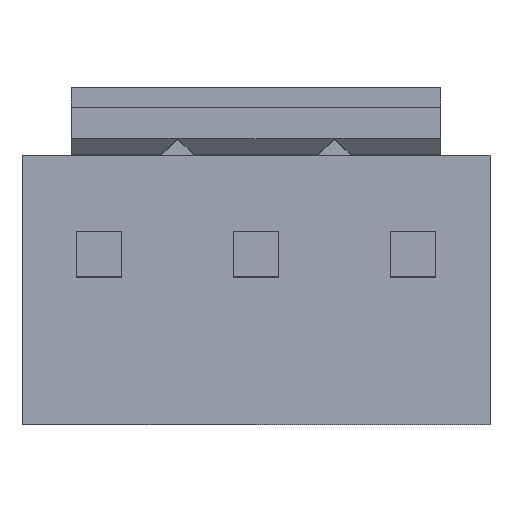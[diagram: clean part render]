
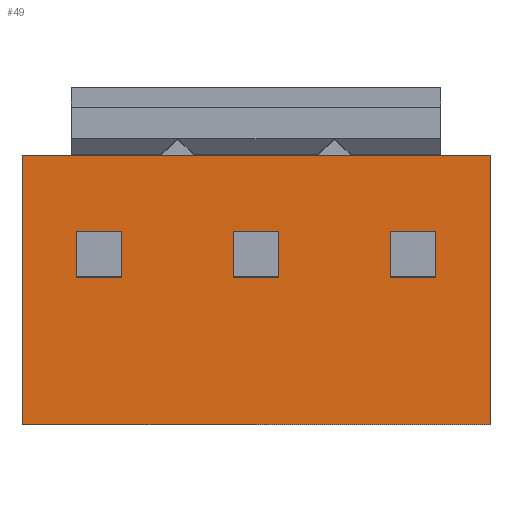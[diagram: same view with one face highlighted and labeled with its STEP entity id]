
A CAD part, top view. The second image highlights one B-rep face of the part: STEP entity #49.
In plain terms, the highlighted planar face has unit normal (0, 0, 1).
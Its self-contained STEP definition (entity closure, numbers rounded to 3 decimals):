
#49=ADVANCED_FACE('',(#111,#112,#113,#114),#115,.T.);
#111=FACE_OUTER_BOUND('',#233,.T.);
#112=FACE_BOUND('',#234,.T.);
#113=FACE_BOUND('',#235,.T.);
#114=FACE_BOUND('',#236,.T.);
#115=PLANE('',#237);
#233=EDGE_LOOP('',(#376,#377,#378,#379,#380,#381));
#234=EDGE_LOOP('',(#382,#383,#384,#385));
#235=EDGE_LOOP('',(#386,#387,#388,#389));
#236=EDGE_LOOP('',(#390,#391,#392,#393));
#237=AXIS2_PLACEMENT_3D('',#394,#395,#396);
#376=ORIENTED_EDGE('',*,*,#819,.F.);
#377=ORIENTED_EDGE('',*,*,#824,.F.);
#378=ORIENTED_EDGE('',*,*,#825,.T.);
#379=ORIENTED_EDGE('',*,*,#826,.T.);
#380=ORIENTED_EDGE('',*,*,#820,.F.);
#381=ORIENTED_EDGE('',*,*,#827,.F.);
#382=ORIENTED_EDGE('',*,*,#828,.T.);
#383=ORIENTED_EDGE('',*,*,#829,.F.);
#384=ORIENTED_EDGE('',*,*,#830,.F.);
#385=ORIENTED_EDGE('',*,*,#831,.T.);
#386=ORIENTED_EDGE('',*,*,#832,.T.);
#387=ORIENTED_EDGE('',*,*,#833,.F.);
#388=ORIENTED_EDGE('',*,*,#834,.F.);
#389=ORIENTED_EDGE('',*,*,#835,.T.);
#390=ORIENTED_EDGE('',*,*,#836,.T.);
#391=ORIENTED_EDGE('',*,*,#837,.F.);
#392=ORIENTED_EDGE('',*,*,#838,.F.);
#393=ORIENTED_EDGE('',*,*,#839,.T.);
#394=CARTESIAN_POINT('',(5.91,2.52,0.0));
#395=DIRECTION('',(0.0,0.0,1.0));
#396=DIRECTION('',(1.0,0.0,0.0));
#819=EDGE_CURVE('',#971,#950,#973,.T.);
#820=EDGE_CURVE('',#974,#975,#976,.T.);
#824=EDGE_CURVE('',#982,#971,#983,.T.);
#825=EDGE_CURVE('',#982,#984,#985,.T.);
#826=EDGE_CURVE('',#984,#975,#986,.T.);
#827=EDGE_CURVE('',#950,#974,#987,.T.);
#828=EDGE_CURVE('',#988,#989,#990,.T.);
#829=EDGE_CURVE('',#991,#989,#992,.T.);
#830=EDGE_CURVE('',#993,#991,#994,.T.);
#831=EDGE_CURVE('',#993,#988,#995,.T.);
#832=EDGE_CURVE('',#996,#997,#998,.T.);
#833=EDGE_CURVE('',#999,#997,#1000,.T.);
#834=EDGE_CURVE('',#1001,#999,#1002,.T.);
#835=EDGE_CURVE('',#1001,#996,#1003,.T.);
#836=EDGE_CURVE('',#1004,#1005,#1006,.T.);
#837=EDGE_CURVE('',#1007,#1005,#1008,.T.);
#838=EDGE_CURVE('',#1009,#1007,#1010,.T.);
#839=EDGE_CURVE('',#1009,#1004,#1011,.T.);
#950=VERTEX_POINT('',#1184);
#971=VERTEX_POINT('',#1216);
#973=LINE('',#1219,#1220);
#974=VERTEX_POINT('',#1221);
#975=VERTEX_POINT('',#1222);
#976=LINE('',#1223,#1224);
#982=VERTEX_POINT('',#1233);
#983=LINE('',#1234,#1235);
#984=VERTEX_POINT('',#1236);
#985=LINE('',#1237,#1238);
#986=LINE('',#1239,#1240);
#987=LINE('',#1241,#1242);
#988=VERTEX_POINT('',#1243);
#989=VERTEX_POINT('',#1244);
#990=LINE('',#1245,#1246);
#991=VERTEX_POINT('',#1247);
#992=LINE('',#1248,#1249);
#993=VERTEX_POINT('',#1250);
#994=LINE('',#1251,#1252);
#995=LINE('',#1253,#1254);
#996=VERTEX_POINT('',#1255);
#997=VERTEX_POINT('',#1256);
#998=LINE('',#1257,#1258);
#999=VERTEX_POINT('',#1259);
#1000=LINE('',#1260,#1261);
#1001=VERTEX_POINT('',#1262);
#1002=LINE('',#1263,#1264);
#1003=LINE('',#1265,#1266);
#1004=VERTEX_POINT('',#1267);
#1005=VERTEX_POINT('',#1268);
#1006=LINE('',#1269,#1270);
#1007=VERTEX_POINT('',#1271);
#1008=LINE('',#1272,#1273);
#1009=VERTEX_POINT('',#1274);
#1010=LINE('',#1275,#1276);
#1011=LINE('',#1277,#1278);
#1184=CARTESIAN_POINT('',(-4.66,2.52,0.0));
#1216=CARTESIAN_POINT('',(-5.91,2.52,0.0));
#1219=CARTESIAN_POINT('',(-5.91,2.52,0.0));
#1220=VECTOR('',#1571,1.25);
#1221=CARTESIAN_POINT('',(4.66,2.52,0.0));
#1222=CARTESIAN_POINT('',(5.91,2.52,0.0));
#1223=CARTESIAN_POINT('',(4.66,2.52,0.0));
#1224=VECTOR('',#1572,1.25);
#1233=CARTESIAN_POINT('',(-5.91,-4.28,0.0));
#1234=CARTESIAN_POINT('',(-5.91,-4.28,0.0));
#1235=VECTOR('',#1576,6.8);
#1236=CARTESIAN_POINT('',(5.91,-4.28,0.0));
#1237=CARTESIAN_POINT('',(-5.91,-4.28,0.0));
#1238=VECTOR('',#1577,11.82);
#1239=CARTESIAN_POINT('',(5.91,-4.28,0.0));
#1240=VECTOR('',#1578,6.8);
#1241=CARTESIAN_POINT('',(-4.66,2.52,0.0));
#1242=VECTOR('',#1579,9.32);
#1243=CARTESIAN_POINT('',(-4.53,0.57,0.0));
#1244=CARTESIAN_POINT('',(-3.39,0.57,0.0));
#1245=CARTESIAN_POINT('',(-4.53,0.57,0.0));
#1246=VECTOR('',#1580,1.14);
#1247=CARTESIAN_POINT('',(-3.39,-0.57,0.0));
#1248=CARTESIAN_POINT('',(-3.39,-0.57,0.0));
#1249=VECTOR('',#1581,1.14);
#1250=CARTESIAN_POINT('',(-4.53,-0.57,0.0));
#1251=CARTESIAN_POINT('',(-4.53,-0.57,0.0));
#1252=VECTOR('',#1582,1.14);
#1253=CARTESIAN_POINT('',(-4.53,-0.57,0.0));
#1254=VECTOR('',#1583,1.14);
#1255=CARTESIAN_POINT('',(-0.57,0.57,0.0));
#1256=CARTESIAN_POINT('',(0.57,0.57,0.0));
#1257=CARTESIAN_POINT('',(-0.57,0.57,0.0));
#1258=VECTOR('',#1584,1.14);
#1259=CARTESIAN_POINT('',(0.57,-0.57,0.0));
#1260=CARTESIAN_POINT('',(0.57,-0.57,0.0));
#1261=VECTOR('',#1585,1.14);
#1262=CARTESIAN_POINT('',(-0.57,-0.57,0.0));
#1263=CARTESIAN_POINT('',(-0.57,-0.57,0.0));
#1264=VECTOR('',#1586,1.14);
#1265=CARTESIAN_POINT('',(-0.57,-0.57,0.0));
#1266=VECTOR('',#1587,1.14);
#1267=CARTESIAN_POINT('',(3.39,0.57,0.0));
#1268=CARTESIAN_POINT('',(4.53,0.57,0.0));
#1269=CARTESIAN_POINT('',(3.39,0.57,0.0));
#1270=VECTOR('',#1588,1.14);
#1271=CARTESIAN_POINT('',(4.53,-0.57,0.0));
#1272=CARTESIAN_POINT('',(4.53,-0.57,0.0));
#1273=VECTOR('',#1589,1.14);
#1274=CARTESIAN_POINT('',(3.39,-0.57,0.0));
#1275=CARTESIAN_POINT('',(3.39,-0.57,0.0));
#1276=VECTOR('',#1590,1.14);
#1277=CARTESIAN_POINT('',(3.39,-0.57,0.0));
#1278=VECTOR('',#1591,1.14);
#1571=DIRECTION('',(1.0,0.0,0.0));
#1572=DIRECTION('',(1.0,0.0,0.0));
#1576=DIRECTION('',(0.0,1.0,0.0));
#1577=DIRECTION('',(1.0,0.0,0.0));
#1578=DIRECTION('',(0.0,1.0,0.0));
#1579=DIRECTION('',(1.0,0.0,0.0));
#1580=DIRECTION('',(1.0,0.0,0.0));
#1581=DIRECTION('',(0.0,1.0,0.0));
#1582=DIRECTION('',(1.0,0.0,0.0));
#1583=DIRECTION('',(0.0,1.0,0.0));
#1584=DIRECTION('',(1.0,0.0,0.0));
#1585=DIRECTION('',(0.0,1.0,0.0));
#1586=DIRECTION('',(1.0,0.0,0.0));
#1587=DIRECTION('',(0.0,1.0,0.0));
#1588=DIRECTION('',(1.0,0.0,0.0));
#1589=DIRECTION('',(0.0,1.0,0.0));
#1590=DIRECTION('',(1.0,0.0,0.0));
#1591=DIRECTION('',(0.0,1.0,0.0));
